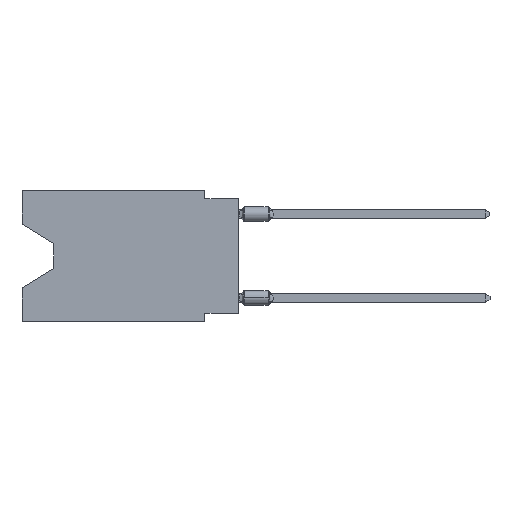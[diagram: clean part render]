
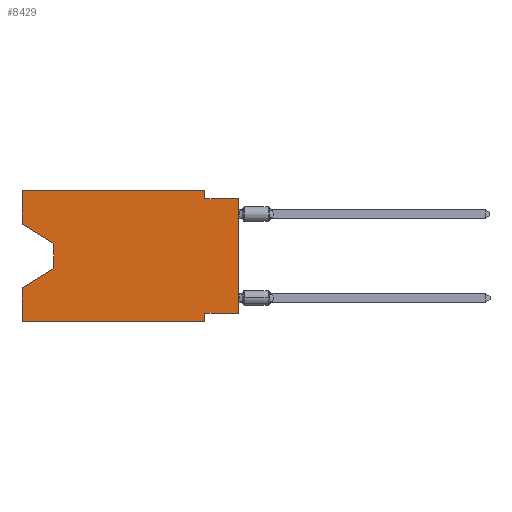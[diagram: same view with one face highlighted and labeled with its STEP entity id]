
A CAD part, left-side view. The second image highlights one B-rep face of the part: STEP entity #8429.
In plain terms, the highlighted planar face has unit normal (-1, 0, 0).
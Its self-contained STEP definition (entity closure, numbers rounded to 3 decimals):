
#209 = DIRECTION ( 'NONE',  ( 0., 0., -1. ) ) ;
#242 = LINE ( 'NONE', #3959, #17140 ) ;
#585 = ORIENTED_EDGE ( 'NONE', *, *, #16640, .F. ) ;
#1063 = VECTOR ( 'NONE', #1222, 1000. ) ;
#1222 = DIRECTION ( 'NONE',  ( 0., 0., 1. ) ) ;
#1302 = CARTESIAN_POINT ( 'NONE',  ( 0., 0., -0.635 ) ) ;
#1315 = LINE ( 'NONE', #15915, #1063 ) ;
#1512 = CARTESIAN_POINT ( 'NONE',  ( 0., 2.54, 0. ) ) ;
#1623 = LINE ( 'NONE', #15960, #13519 ) ;
#1726 = CARTESIAN_POINT ( 'NONE',  ( 0., 0., 0. ) ) ;
#1806 = VERTEX_POINT ( 'NONE', #15889 ) ;
#2026 = ORIENTED_EDGE ( 'NONE', *, *, #16873, .T. ) ;
#2226 = CARTESIAN_POINT ( 'NONE',  ( 0., 0., -9.271 ) ) ;
#2257 = VECTOR ( 'NONE', #7373, 1000. ) ;
#2373 = LINE ( 'NONE', #10367, #5690 ) ;
#2914 = CARTESIAN_POINT ( 'NONE',  ( 0., 16.383, -9.906 ) ) ;
#3003 = DIRECTION ( 'NONE',  ( 0., -1., 0. ) ) ;
#3181 = LINE ( 'NONE', #1726, #4546 ) ;
#3349 = LINE ( 'NONE', #2226, #4071 ) ;
#3372 = ORIENTED_EDGE ( 'NONE', *, *, #4760, .T. ) ;
#3787 = CARTESIAN_POINT ( 'NONE',  ( 0., 16.383, -2.546 ) ) ;
#3847 = DIRECTION ( 'NONE',  ( 0., 0.855, -0.519 ) ) ;
#3959 = CARTESIAN_POINT ( 'NONE',  ( 0., 16.383, -2.546 ) ) ;
#4071 = VECTOR ( 'NONE', #15447, 1000. ) ;
#4105 = LINE ( 'NONE', #9408, #7404 ) ;
#4261 = CARTESIAN_POINT ( 'NONE',  ( 0., 16.383, -7.36 ) ) ;
#4305 = CARTESIAN_POINT ( 'NONE',  ( 0., 16.383, 0. ) ) ;
#4512 = FACE_OUTER_BOUND ( 'NONE', #13151, .T. ) ;
#4546 = VECTOR ( 'NONE', #13913, 1000. ) ;
#4694 = LINE ( 'NONE', #10799, #2257 ) ;
#4760 = EDGE_CURVE ( 'NONE', #16623, #12972, #5818, .T. ) ;
#5022 = CARTESIAN_POINT ( 'NONE',  ( 0., 13.97, -4.013 ) ) ;
#5205 = VECTOR ( 'NONE', #5286, 1000. ) ;
#5241 = CARTESIAN_POINT ( 'NONE',  ( 0., 2.54, 0. ) ) ;
#5286 = DIRECTION ( 'NONE',  ( 0., -1., 0. ) ) ;
#5569 = ORIENTED_EDGE ( 'NONE', *, *, #5720, .F. ) ;
#5690 = VECTOR ( 'NONE', #3847, 1000. ) ;
#5720 = EDGE_CURVE ( 'NONE', #7530, #10379, #3349, .T. ) ;
#5818 = LINE ( 'NONE', #14990, #8190 ) ;
#5922 = EDGE_CURVE ( 'NONE', #10379, #12972, #4105, .T. ) ;
#6617 = ORIENTED_EDGE ( 'NONE', *, *, #5922, .F. ) ;
#6744 = EDGE_CURVE ( 'NONE', #7530, #13417, #3181, .T. ) ;
#7081 = CARTESIAN_POINT ( 'NONE',  ( 0., 2.54, -9.271 ) ) ;
#7201 = PLANE ( 'NONE',  #12014 ) ;
#7227 = ORIENTED_EDGE ( 'NONE', *, *, #7375, .F. ) ;
#7373 = DIRECTION ( 'NONE',  ( 0., 0., 1. ) ) ;
#7375 = EDGE_CURVE ( 'NONE', #11234, #14750, #4694, .T. ) ;
#7404 = VECTOR ( 'NONE', #209, 1000. ) ;
#7530 = VERTEX_POINT ( 'NONE', #7782 ) ;
#7713 = LINE ( 'NONE', #1302, #5205 ) ;
#7782 = CARTESIAN_POINT ( 'NONE',  ( 0., 0., -9.271 ) ) ;
#8007 = DIRECTION ( 'NONE',  ( 0., 0., -1. ) ) ;
#8190 = VECTOR ( 'NONE', #9743, 1000. ) ;
#8265 = ORIENTED_EDGE ( 'NONE', *, *, #15363, .F. ) ;
#8429 = ADVANCED_FACE ( 'NONE', ( #4512 ), #7201, .F. ) ;
#8506 = DIRECTION ( 'NONE',  ( 0., 0., -1. ) ) ;
#8844 = LINE ( 'NONE', #5022, #16349 ) ;
#8979 = ORIENTED_EDGE ( 'NONE', *, *, #12093, .F. ) ;
#9408 = CARTESIAN_POINT ( 'NONE',  ( 0., 2.54, -9.906 ) ) ;
#9743 = DIRECTION ( 'NONE',  ( 0., -1., 0. ) ) ;
#9767 = VERTEX_POINT ( 'NONE', #12080 ) ;
#10296 = VERTEX_POINT ( 'NONE', #15281 ) ;
#10367 = CARTESIAN_POINT ( 'NONE',  ( 0., 13.97, -5.893 ) ) ;
#10379 = VERTEX_POINT ( 'NONE', #7081 ) ;
#10393 = ORIENTED_EDGE ( 'NONE', *, *, #12838, .T. ) ;
#10500 = CARTESIAN_POINT ( 'NONE',  ( 0., 2.54, -9.906 ) ) ;
#10589 = VERTEX_POINT ( 'NONE', #5241 ) ;
#10799 = CARTESIAN_POINT ( 'NONE',  ( 0., 16.383, 0. ) ) ;
#11115 = CARTESIAN_POINT ( 'NONE',  ( 0., 16.383, 0. ) ) ;
#11143 = CARTESIAN_POINT ( 'NONE',  ( 0., 0., -0.635 ) ) ;
#11234 = VERTEX_POINT ( 'NONE', #3787 ) ;
#11551 = DIRECTION ( 'NONE',  ( 0., 0., -1. ) ) ;
#11797 = ORIENTED_EDGE ( 'NONE', *, *, #14535, .T. ) ;
#11945 = LINE ( 'NONE', #1512, #16464 ) ;
#12014 = AXIS2_PLACEMENT_3D ( 'NONE', #11115, #16438, #8506 ) ;
#12080 = CARTESIAN_POINT ( 'NONE',  ( 0., 13.97, -4.013 ) ) ;
#12093 = EDGE_CURVE ( 'NONE', #10589, #10296, #11945, .T. ) ;
#12504 = VERTEX_POINT ( 'NONE', #4261 ) ;
#12838 = EDGE_CURVE ( 'NONE', #9767, #1806, #8844, .T. ) ;
#12972 = VERTEX_POINT ( 'NONE', #10500 ) ;
#13151 = EDGE_LOOP ( 'NONE', ( #11797, #10393, #2026, #16790, #3372, #6617, #5569, #15175, #8265, #8979, #585, #7227 ) ) ;
#13417 = VERTEX_POINT ( 'NONE', #11143 ) ;
#13519 = VECTOR ( 'NONE', #3003, 1000. ) ;
#13913 = DIRECTION ( 'NONE',  ( 0., 0., 1. ) ) ;
#14535 = EDGE_CURVE ( 'NONE', #11234, #9767, #242, .T. ) ;
#14750 = VERTEX_POINT ( 'NONE', #4305 ) ;
#14768 = DIRECTION ( 'NONE',  ( 0., -0.855, -0.519 ) ) ;
#14990 = CARTESIAN_POINT ( 'NONE',  ( 0., 16.383, -9.906 ) ) ;
#15175 = ORIENTED_EDGE ( 'NONE', *, *, #6744, .T. ) ;
#15281 = CARTESIAN_POINT ( 'NONE',  ( 0., 2.54, -0.635 ) ) ;
#15363 = EDGE_CURVE ( 'NONE', #10296, #13417, #7713, .T. ) ;
#15447 = DIRECTION ( 'NONE',  ( 0., 1., 0. ) ) ;
#15608 = EDGE_CURVE ( 'NONE', #16623, #12504, #1315, .T. ) ;
#15889 = CARTESIAN_POINT ( 'NONE',  ( 0., 13.97, -5.893 ) ) ;
#15915 = CARTESIAN_POINT ( 'NONE',  ( 0., 16.383, 0. ) ) ;
#15960 = CARTESIAN_POINT ( 'NONE',  ( 0., 16.383, 0. ) ) ;
#16349 = VECTOR ( 'NONE', #11551, 1000. ) ;
#16438 = DIRECTION ( 'NONE',  ( 1., 0., 0. ) ) ;
#16464 = VECTOR ( 'NONE', #8007, 1000. ) ;
#16623 = VERTEX_POINT ( 'NONE', #2914 ) ;
#16640 = EDGE_CURVE ( 'NONE', #14750, #10589, #1623, .T. ) ;
#16790 = ORIENTED_EDGE ( 'NONE', *, *, #15608, .F. ) ;
#16873 = EDGE_CURVE ( 'NONE', #1806, #12504, #2373, .T. ) ;
#17140 = VECTOR ( 'NONE', #14768, 1000. ) ;
